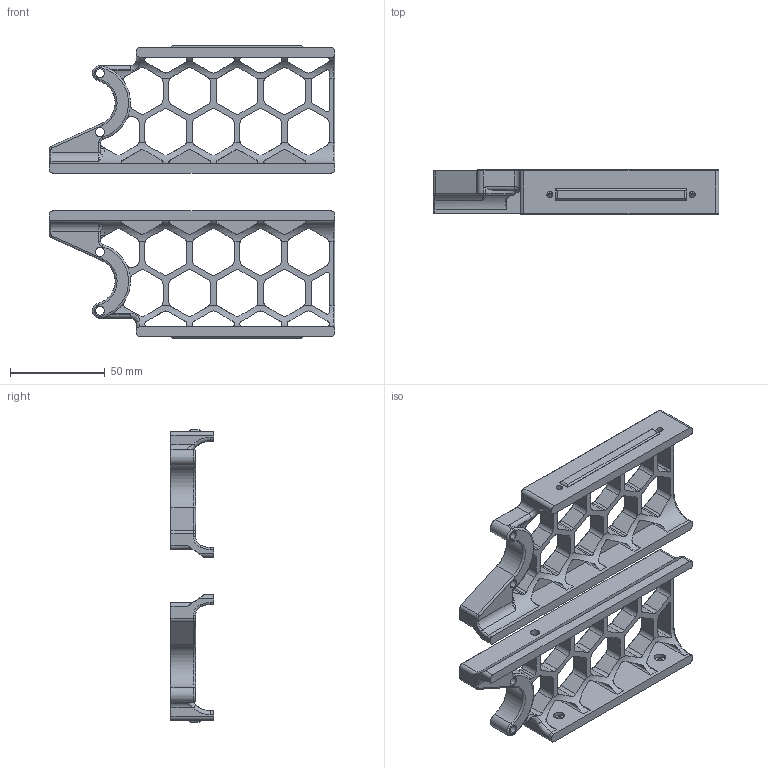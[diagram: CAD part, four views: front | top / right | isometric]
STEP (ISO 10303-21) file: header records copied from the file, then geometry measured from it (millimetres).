
FILE_DESCRIPTION (( 'STEP AP214' ), '1' );
FILE_NAME ('350_v2.4_button_PCB.STEP', '2023-09-22T02:59:32', ( '' ), ( '' ), 'SwSTEP 2.0', 'SolidWorks 2020', '' );
FILE_SCHEMA (( 'AUTOMOTIVE_DESIGN' ));
Length unit declared in the file: millimetre
Products named in the file (1): 350_v2.4_button_PCB
Bounding box: 150.5 x 23 x 154 mm (x, y, z)
Volume: 107342.4 mm3; surface area: 60012.5 mm2
Topology: 2 solids, 2 shells, 1052 faces, 2668 edges, 1626 vertices
Faces by surface type: plane 412, cylinder 348, cone 260, torus 26, bspline 6
Entity records: 32693 total; most frequent: CARTESIAN_POINT 7179, DIRECTION 5432, ORIENTED_EDGE 5332, EDGE_CURVE 2666, AXIS2_PLACEMENT_3D 1967, VERTEX_POINT 1626, LINE 1498, VECTOR 1498
